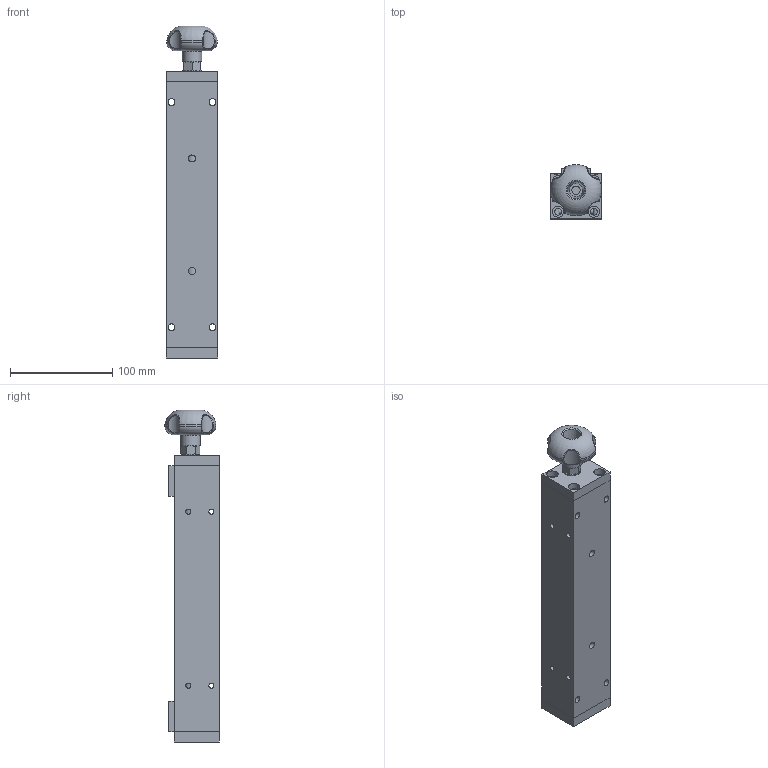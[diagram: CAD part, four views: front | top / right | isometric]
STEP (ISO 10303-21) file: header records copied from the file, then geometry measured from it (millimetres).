
FILE_DESCRIPTION (( 'STEP AP214' ), '1' );
FILE_NAME ('210301_0919.STEP', '2021-03-01T08:53:55', ( '' ), ( '' ), 'SwSTEP 2.0', 'SolidWorks 2020', '' );
FILE_SCHEMA (( 'AUTOMOTIVE_DESIGN' ));
Length unit declared in the file: millimetre
Products named in the file (1): 210301_0919
Bounding box: 50 x 52.94 x 324.39 mm (x, y, z)
Surface area: 97781 mm2 (no closed solid volume)
Topology: 0 solids, 12 shells, 197 faces, 642 edges, 455 vertices
Faces by surface type: plane 75, bspline 66, cylinder 45, cone 9, torus 2
Full cylindrical faces by diameter (mm): 5 x8, 6.6 x4, 6.8 x2, 10 x1, 10.2 x2, 11 x8, 12 x2, 18 x1, 19 x1
Entity records: 14346 total; most frequent: CARTESIAN_POINT 7304, ORIENTED_EDGE 980, DIRECTION 733, EDGE_CURVE 599, VERTEX_POINT 447, EDGE_LOOP 292, LINE 289, VECTOR 289
